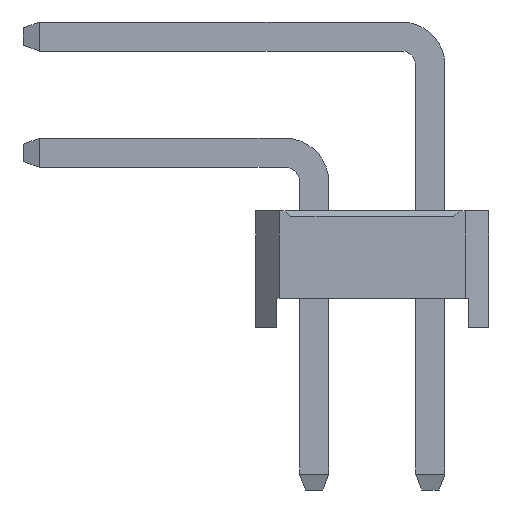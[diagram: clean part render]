
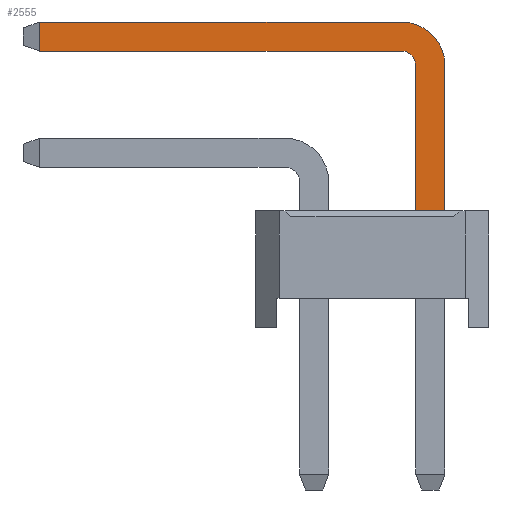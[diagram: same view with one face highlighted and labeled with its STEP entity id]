
A CAD part, left-side view. The second image highlights one B-rep face of the part: STEP entity #2555.
In plain terms, the highlighted planar face has unit normal (-1, 0, 0).
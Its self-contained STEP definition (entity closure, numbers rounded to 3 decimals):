
#2555=ADVANCED_FACE('',(#11095),#11097,.T.);
#11095=FACE_BOUND('',#11096,.T.);
#11096=EDGE_LOOP('',(#18003,#18004,#18005,#18006,#18007,#18008,#18009,#18010));
#11097=PLANE('',#11098);
#11098=AXIS2_PLACEMENT_3D('',#11099,#11100,#11101);
#11099=CARTESIAN_POINT('',(-0.25,-1.75,-2.8));
#11100=DIRECTION('',(-1.,0.,0.));
#11101=DIRECTION('',(0.,-1.,0.));
#18003=ORIENTED_EDGE('',*,*,#22259,.F.);
#18004=ORIENTED_EDGE('',*,*,#22260,.F.);
#18005=ORIENTED_EDGE('',*,*,#22261,.F.);
#18006=ORIENTED_EDGE('',*,*,#22262,.F.);
#18007=ORIENTED_EDGE('',*,*,#21199,.T.);
#18008=ORIENTED_EDGE('',*,*,#22258,.T.);
#18009=ORIENTED_EDGE('',*,*,#22263,.T.);
#18010=ORIENTED_EDGE('',*,*,#22264,.T.);
#21199=EDGE_CURVE('',#23860,#23858,#23861,.T.);
#22258=EDGE_CURVE('',#23858,#25675,#25677,.T.);
#22259=EDGE_CURVE('',#25678,#25679,#25680,.T.);
#22260=EDGE_CURVE('',#25681,#25678,#25682,.T.);
#22261=EDGE_CURVE('',#25683,#25681,#25684,.T.);
#22262=EDGE_CURVE('',#23860,#25683,#25685,.T.);
#22263=EDGE_CURVE('',#25675,#25686,#25687,.T.);
#22264=EDGE_CURVE('',#25686,#25679,#25688,.T.);
#23858=VERTEX_POINT('',#28270);
#23860=VERTEX_POINT('',#28274);
#23861=LINE('',#28275,#28276);
#25675=VERTEX_POINT('',#32271);
#25677=LINE('',#32275,#32276);
#25678=VERTEX_POINT('',#32278);
#25679=VERTEX_POINT('',#32279);
#25680=LINE('',#32280,#32281);
#25681=VERTEX_POINT('',#32283);
#25682=LINE('',#32284,#32285);
#25683=VERTEX_POINT('',#32287);
#25684=CIRCLE('',#32288,0.25);
#25685=LINE('',#32292,#32293);
#25686=VERTEX_POINT('',#32295);
#25687=CIRCLE('',#32296,0.75);
#25688=LINE('',#32300,#32301);
#28270=CARTESIAN_POINT('',(-0.25,-2.25,2.));
#28274=CARTESIAN_POINT('',(-0.25,-1.75,2.));
#28275=CARTESIAN_POINT('',(-0.25,-1.75,2.));
#28276=VECTOR('',#28277,1.);
#28277=DIRECTION('',(0.,-1.,0.));
#32271=CARTESIAN_POINT('',(-0.25,-2.25,4.5));
#32275=CARTESIAN_POINT('',(-0.25,-2.25,2.));
#32276=VECTOR('',#32277,1.);
#32277=DIRECTION('',(0.,0.,1.));
#32278=CARTESIAN_POINT('',(-0.25,4.725,4.75));
#32279=CARTESIAN_POINT('',(-0.25,4.725,5.25));
#32280=CARTESIAN_POINT('',(-0.25,4.725,4.75));
#32281=VECTOR('',#32282,1.);
#32282=DIRECTION('',(0.,0.,1.));
#32283=CARTESIAN_POINT('',(-0.25,-1.5,4.75));
#32284=CARTESIAN_POINT('',(-0.25,-1.5,4.75));
#32285=VECTOR('',#32286,1.);
#32286=DIRECTION('',(0.,1.,0.));
#32287=CARTESIAN_POINT('',(-0.25,-1.75,4.5));
#32288=AXIS2_PLACEMENT_3D('',#32289,#32290,#32291);
#32289=CARTESIAN_POINT('',(-0.25,-1.5,4.5));
#32290=DIRECTION('',(-1.,-0.,0.));
#32291=DIRECTION('',(0.,-1.,0.));
#32292=CARTESIAN_POINT('',(-0.25,-1.75,2.));
#32293=VECTOR('',#32294,1.);
#32294=DIRECTION('',(0.,0.,1.));
#32295=CARTESIAN_POINT('',(-0.25,-1.5,5.25));
#32296=AXIS2_PLACEMENT_3D('',#32297,#32298,#32299);
#32297=CARTESIAN_POINT('',(-0.25,-1.5,4.5));
#32298=DIRECTION('',(-1.,-0.,0.));
#32299=DIRECTION('',(0.,-1.,0.));
#32300=CARTESIAN_POINT('',(-0.25,-1.5,5.25));
#32301=VECTOR('',#32302,1.);
#32302=DIRECTION('',(0.,1.,0.));
